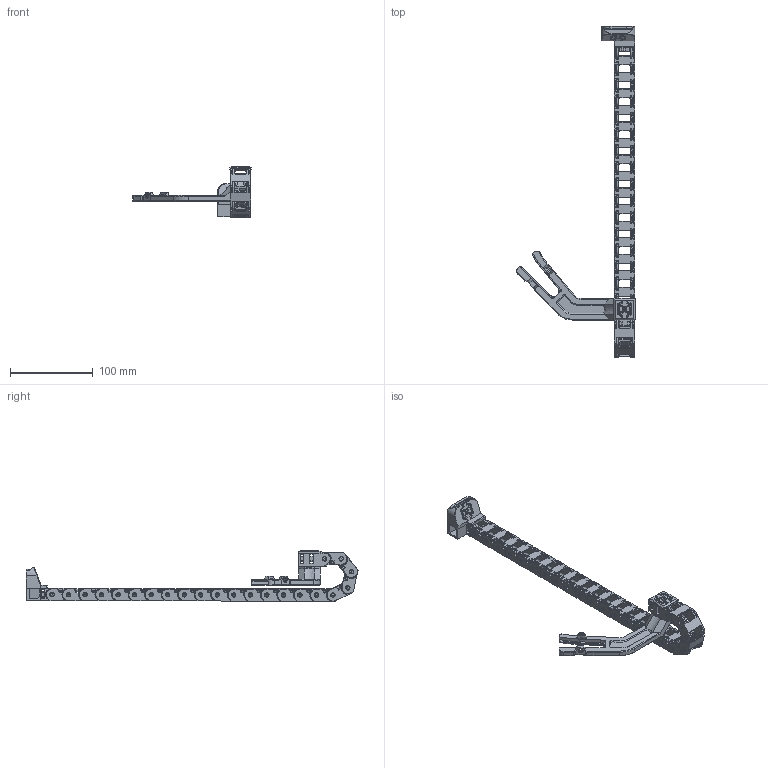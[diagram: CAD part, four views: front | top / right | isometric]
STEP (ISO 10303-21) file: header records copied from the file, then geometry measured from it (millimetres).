
FILE_DESCRIPTION(/* description */ (''),/* implementation_level */ '2;1');
FILE_NAME(/* name */ 'Sidewinder X1 Bed side cable chain.step',/* time_stamp */ '2021-08-19T15:39:10-05:00',/* author */ (''),/* organization */ (''),/* preprocessor_version */ 'ST-DEVELOPER v18.1',/* originating_system */ 'Autodesk Translation Framework v10.9.0.1377',/* authorisation */ '');
FILE_SCHEMA (('AUTOMOTIVE_DESIGN { 1 0 10303 214 3 1 1 }'));
Length unit declared in the file: millimetre
Products named in the file (9): Sidewinder X1 Bed side cable chain; Carriage Clamp Arm; Drag Chain Arm Connector; Chain Connector Top Cover - Artillery Logo; Chain Frame Mount; Frame Mount Cover; Drag Chain; CoverClip; ChainLink Inside Open
Assembly tree (48 placements, depth 3):
  Sidewinder X1 Bed side cable chain
    Carriage Clamp Arm
    Drag Chain Arm Connector
    Chain Connector Top Cover - Artillery Logo
    Chain Frame Mount
    Frame Mount Cover
    Drag Chain
      ChainLink Inside Open  x21
      CoverClip  x21
Bounding box: 143.6 x 401.84 x 62.18 mm (x, y, z)
Volume: 115888.8 mm3; surface area: 103124.2 mm2
Topology: 47 solids, 47 shells, 4640 faces, 12557 edges, 8046 vertices
Faces by surface type: plane 3097, cylinder 997, cone 450, bspline 96
Full cylindrical faces by diameter (mm): 2.529 x16, 3.086 x8, 3.3 x2, 3.5 x6, 5.3 x44, 6 x1
Entity records: 35690 total; most frequent: CARTESIAN_POINT 11827, ORIENTED_EDGE 5186, DIRECTION 4395, EDGE_CURVE 2593, LINE 1899, VECTOR 1899, VERTEX_POINT 1646, AXIS2_PLACEMENT_3D 1248
